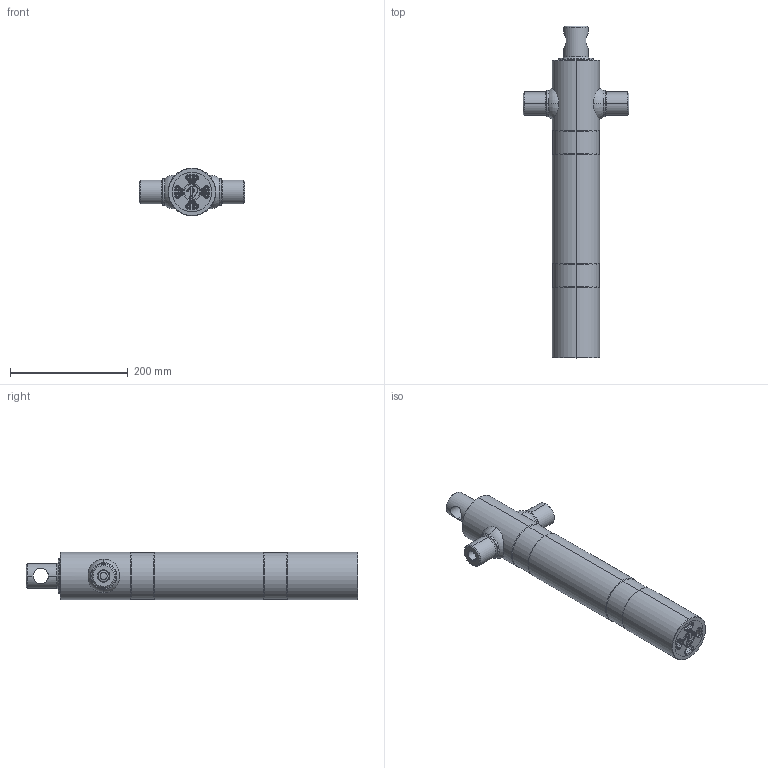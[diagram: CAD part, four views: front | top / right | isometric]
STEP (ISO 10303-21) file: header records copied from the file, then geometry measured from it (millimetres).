
FILE_DESCRIPTION (( 'STEP AP203' ), '1' );
FILE_NAME ('298.BGH.STEP', '2014-10-06T08:00:35', ( '' ), ( '' ), 'SwSTEP 2.0', 'SolidWorks 2013', '' );
FILE_SCHEMA (( 'CONFIG_CONTROL_DESIGN' ));
Length unit declared in the file: millimetre
Products named in the file (1): 298.BGH
Bounding box: 179.8 x 564 x 80.8 mm (x, y, z)
Surface area: 321335.8 mm2 (no closed solid volume)
Topology: 0 solids, 10 shells, 229 faces, 598 edges, 370 vertices
Faces by surface type: torus 73, cylinder 67, cone 62, plane 21, bspline 6
Entity records: 8788 total; most frequent: CARTESIAN_POINT 3083, DIRECTION 1335, ORIENTED_EDGE 1029, EDGE_CURVE 598, AXIS2_PLACEMENT_3D 573, VERTEX_POINT 370, CIRCLE 349, EDGE_LOOP 240
